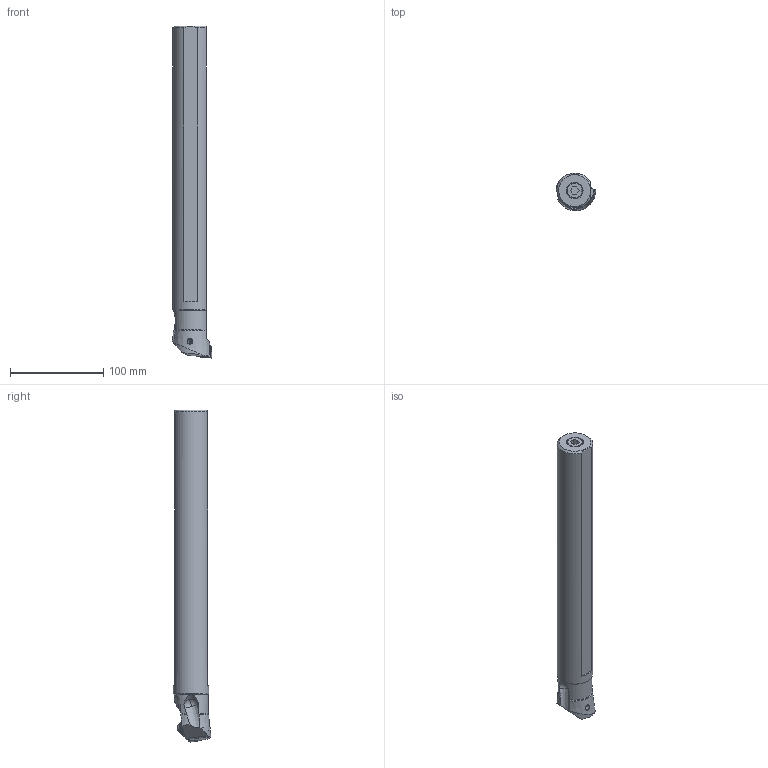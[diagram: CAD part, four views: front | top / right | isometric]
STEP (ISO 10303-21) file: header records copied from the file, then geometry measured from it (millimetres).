
FILE_DESCRIPTION(/* description */ (''),/* implementation_level */ '2;1');
FILE_NAME(/* name */ 'S-DCLNL-244-C_IR0_031.stp',/* time_stamp */ '2021-11-11T11:35:02+09:00',/* author */ (''),/* organization */ (''),/* preprocessor_version */ 'ST-DEVELOPER v16',/* originating_system */ 'SIEMENS PLM Software NX 10.0',/* authorisation */ '');
FILE_SCHEMA (('AUTOMOTIVE_DESIGN { 1 0 10303 214 3 1 1 1 }'));
Length unit declared in the file: millimetre
Products named in the file (1): S-DCLNL-244-C_IR0_031_ASM
Bounding box: 42.5 x 39.99 x 355.6 mm (x, y, z)
Volume: 337336 mm3; surface area: 57133.7 mm2
Topology: 2 solids, 2 shells, 307 faces, 887 edges, 588 vertices
Faces by surface type: cylinder 104, plane 91, bspline 55, cone 36, torus 14, sphere 6, extrusion 1
Entity records: 13607 total; most frequent: CARTESIAN_POINT 5828, ORIENTED_EDGE 1736, DIRECTION 1491, EDGE_CURVE 868, AXIS2_PLACEMENT_3D 606, VERTEX_POINT 568, EDGE_LOOP 322, ADVANCED_FACE 307
